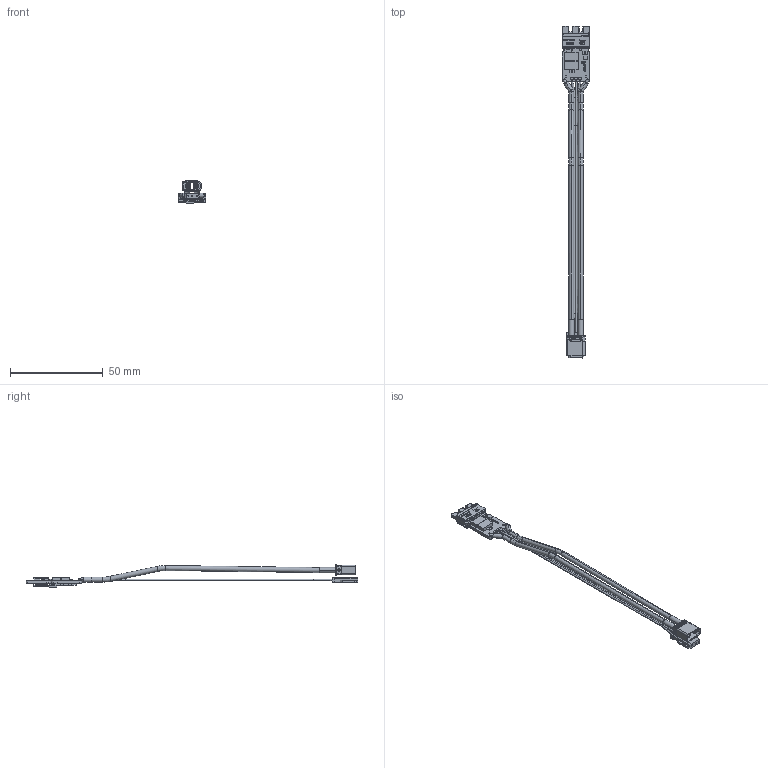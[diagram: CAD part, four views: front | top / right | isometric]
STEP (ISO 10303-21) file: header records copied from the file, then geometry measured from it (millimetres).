
FILE_DESCRIPTION((''),'2;1');
FILE_NAME('C615_BRUSHLESS_DC_CONTROLLER_ASM','2019-10-16T',('daisy.huang'),(''),'CREO PARAMETRIC BY PTC INC, 2015080','CREO PARAMETRIC BY PTC INC, 2015080','');
FILE_SCHEMA(('CONFIG_CONTROL_DESIGN'));
Length unit declared in the file: millimetre
Products named in the file (92): VSON_8-0P65-3P3X3P3-0P8-3; R0201-2; X2520B-1; R0402-2; C0402-5; TP_O3X4-1; R0201-1; C0201-1; C0603-3; TC734321-1; C0603-4; C0402-8; C0603-5; TP_O3X4-2; R0402-5; SHORT-1; C0603-2; TP_C0P8-1; R0402-17; TP_O1P5X2-3; C0402-7; R0402-6; VSON_8-0P65-3P3X3P3-0P8-10; C0201-3; C0201-4; VSON_8-0P65-3P3X3P3-0P8-12; R0603-1; C0603-1; R0201-3; L1616-1; TP_O1P5X2-1; C0402-1; TP_C0P8-2; R0402-4; R0402-1; BOARD; TP_C0P8-4; VSON_8-0P65-3P3X3P3-0P8-8; R0402-3; C0402-10 ...
Assembly tree (94 placements, depth 6):
  C615_BRUSHLESS_DC_CONTROLLER_ASM
    1_ASM
      2_ASM
        VSON_8-0P65-3P3X3P3-0P8-3
        R0201-2
        X2520B-1
        R0402-2
        C0402-5
        TP_O3X4-1
        R0201-1
        C0201-1
        C0603-3
        TC734321-1
        C0603-4
        C0402-8
        C0603-5
        TP_O3X4-2
        R0402-5
        SHORT-1
        C0603-2
        TP_C0P8-1
        R0402-17
        TP_O1P5X2-3
        C0402-7
        R0402-6
        VSON_8-0P65-3P3X3P3-0P8-10
        C0201-3
        C0201-4
        VSON_8-0P65-3P3X3P3-0P8-12
        R0603-1
        C0603-1
        R0201-3
        L1616-1
        TP_O1P5X2-1
        C0402-1
        TP_C0P8-2
        R0402-4
        R0402-1
        BOARD
        TP_C0P8-4
        VSON_8-0P65-3P3X3P3-0P8-8
        R0402-3
        C0402-10
        R0402-15
        TC734321-2
        R0201-4
        QFN_49-0P4-6X6-0P8-1
        C0402-2
        C0402-9
        R0402-8
        R0201-5
        C0201-2
        VSON_8-0P65-3P3X3P3-0P8-9
        C0603-6
        C0402-6
        R0402-10
        R0402-7
        R0402-11
        TP_O1P5X2-2
        SOT-23_3-1P9-3X1P4-1P11-1
Bounding box: 15.1 x 179.18 x 11.98 mm (x, y, z)
Volume: 3690.6 mm3; surface area: 8083.7 mm2
Topology: 84 solids, 84 shells, 1710 faces, 4344 edges, 2878 vertices
Faces by surface type: plane 1427, cylinder 216, extrusion 33, torus 12, cone 10, revolution 8, bspline 4
Entity records: 55320 total; most frequent: CARTESIAN_POINT 12121, ORIENTED_EDGE 8568, DIRECTION 8299, EDGE_CURVE 4284, VECTOR 3727, LINE 3694, VERTEX_POINT 2838, AXIS2_PLACEMENT_3D 2282
